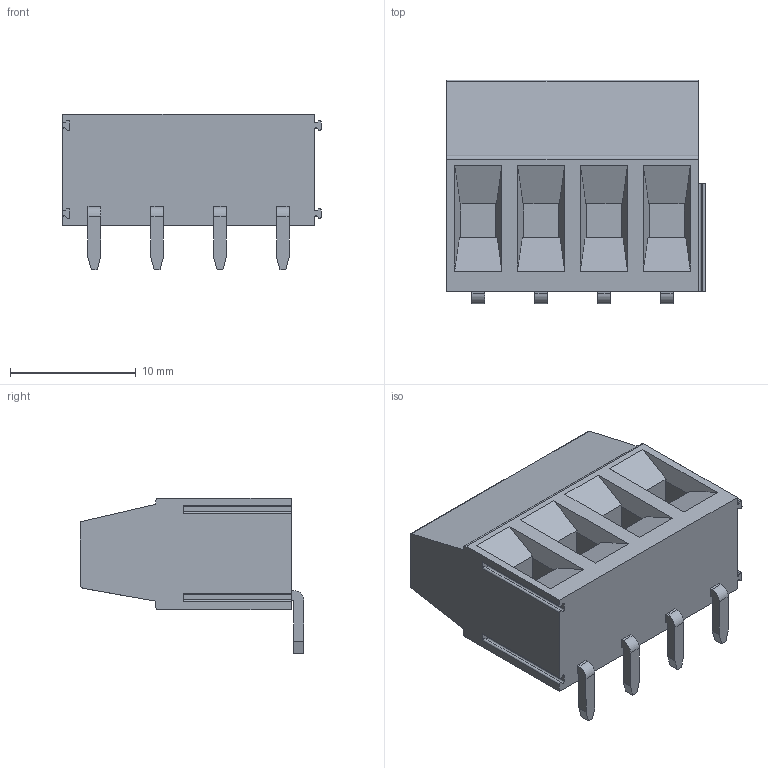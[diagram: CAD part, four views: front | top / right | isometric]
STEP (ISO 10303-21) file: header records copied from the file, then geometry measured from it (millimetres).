
FILE_DESCRIPTION(('STEP AP214'),'1');
FILE_NAME('MVE254-5-H.stp','2023-06-20T07:08:25',(' '),(' '),'Spatial InterOp 3D',' ',' ');
FILE_SCHEMA(('AUTOMOTIVE_DESIGN { 1 0 10303 214 1 1 1 1 }'));
Length unit declared in the file: metre
Products named in the file (1): 1687244690
Bounding box: 20.55 x 17.8 x 12.4 mm (x, y, z)
Volume: 2333.3 mm3; surface area: 2027.7 mm2
Topology: 1 solids, 1 shells, 215 faces, 567 edges, 378 vertices
Faces by surface type: plane 164, cylinder 46, cone 4, extrusion 1
Full cylindrical faces by diameter (mm): 2.6 x4, 2.85 x4, 3.8 x4, 4 x4
Entity records: 8198 total; most frequent: CARTESIAN_POINT 1152, ORIENTED_EDGE 1078, DIRECTION 1075, EDGE_CURVE 539, VECTOR 425, LINE 424, VERTEX_POINT 370, AXIS2_PLACEMENT_3D 325
